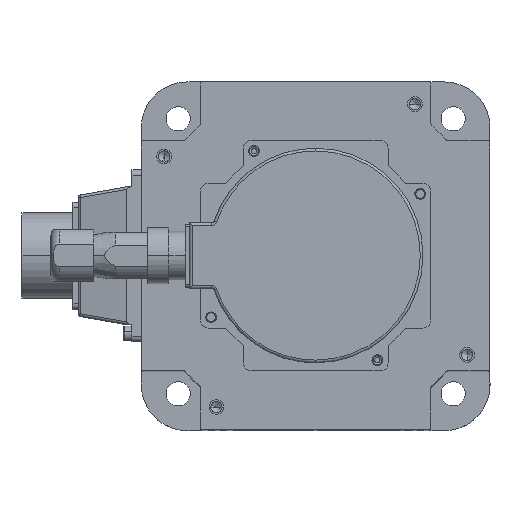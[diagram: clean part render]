
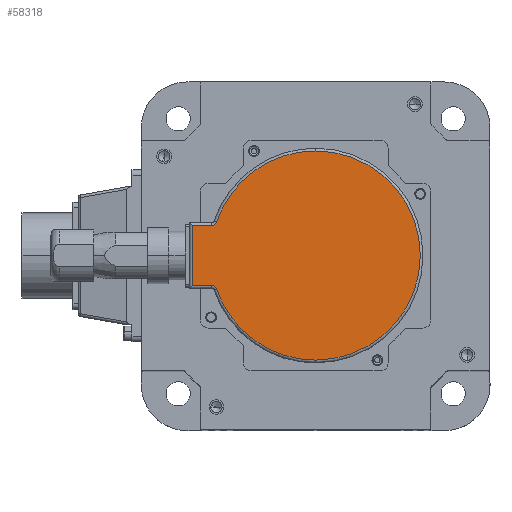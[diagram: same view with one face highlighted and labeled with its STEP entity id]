
A CAD part, top view. The second image highlights one B-rep face of the part: STEP entity #58318.
In plain terms, the highlighted face is planar.
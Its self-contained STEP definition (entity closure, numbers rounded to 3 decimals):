
#1208 = DIRECTION ( 'NONE',  ( 0., 0., 1. ) ) ;
#1236 = CARTESIAN_POINT ( 'NONE',  ( -20., 0., 0. ) ) ;
#1712 = VECTOR ( 'NONE', #58464, 1000. ) ;
#2378 = LINE ( 'NONE', #19984, #1712 ) ;
#2864 = VECTOR ( 'NONE', #48553, 1000. ) ;
#6306 = CARTESIAN_POINT ( 'NONE',  ( -20., 36.907, 12.604 ) ) ;
#6503 = AXIS2_PLACEMENT_3D ( 'NONE', #56100, #26401, #64833 ) ;
#10066 = CARTESIAN_POINT ( 'NONE',  ( -20., 46., -12.25 ) ) ;
#10779 = CARTESIAN_POINT ( 'NONE',  ( -20., 46., 11.25 ) ) ;
#11550 = ORIENTED_EDGE ( 'NONE', *, *, #59478, .T. ) ;
#11604 = CARTESIAN_POINT ( 'NONE',  ( -20., 0., -39. ) ) ;
#11977 = CARTESIAN_POINT ( 'NONE',  ( -20., 36.907, -12.604 ) ) ;
#13916 = CARTESIAN_POINT ( 'NONE',  ( -20., 38.8, -11.25 ) ) ;
#14352 = VERTEX_POINT ( 'NONE', #11604 ) ;
#15101 = EDGE_CURVE ( 'NONE', #57866, #55573, #43854, .T. ) ;
#15179 = EDGE_CURVE ( 'NONE', #54003, #44144, #43834, .T. ) ;
#15321 = EDGE_CURVE ( 'NONE', #44144, #57866, #36359, .T. ) ;
#16623 = ORIENTED_EDGE ( 'NONE', *, *, #28450, .T. ) ;
#17319 = CARTESIAN_POINT ( 'NONE',  ( -20., 38.8, 11.25 ) ) ;
#18676 = ORIENTED_EDGE ( 'NONE', *, *, #26218, .T. ) ;
#19984 = CARTESIAN_POINT ( 'NONE',  ( -20., 38.8, -11.25 ) ) ;
#22056 = PLANE ( 'NONE',  #30676 ) ;
#22183 = AXIS2_PLACEMENT_3D ( 'NONE', #1236, #39650, #36389 ) ;
#23033 = DIRECTION ( 'NONE',  ( 0., 1., 0. ) ) ;
#24133 = AXIS2_PLACEMENT_3D ( 'NONE', #53997, #24288, #62808 ) ;
#24275 = EDGE_LOOP ( 'NONE', ( #34625, #66508, #18676, #11550, #16623, #36619, #67039, #54081 ) ) ;
#24288 = DIRECTION ( 'NONE',  ( 1., 0., 0. ) ) ;
#24653 = CARTESIAN_POINT ( 'NONE',  ( -20., 38.8, -13.25 ) ) ;
#26218 = EDGE_CURVE ( 'NONE', #57505, #42861, #2378, .T. ) ;
#26401 = DIRECTION ( 'NONE',  ( -1., 0., 0. ) ) ;
#27406 = DIRECTION ( 'NONE',  ( 0., 0., 1. ) ) ;
#28450 = EDGE_CURVE ( 'NONE', #51856, #14352, #37775, .T. ) ;
#30676 = AXIS2_PLACEMENT_3D ( 'NONE', #60536, #30804, #1208 ) ;
#30804 = DIRECTION ( 'NONE',  ( -1., 0., 0. ) ) ;
#32231 = CIRCLE ( 'NONE', #22183, 39. ) ;
#33421 = DIRECTION ( 'NONE',  ( 0., 0., 1. ) ) ;
#34625 = ORIENTED_EDGE ( 'NONE', *, *, #15101, .T. ) ;
#36221 = CARTESIAN_POINT ( 'NONE',  ( -20., 0., 0. ) ) ;
#36359 = CIRCLE ( 'NONE', #24133, 2. ) ;
#36389 = DIRECTION ( 'NONE',  ( 0., 0., 1. ) ) ;
#36619 = ORIENTED_EDGE ( 'NONE', *, *, #63414, .T. ) ;
#37775 = CIRCLE ( 'NONE', #49977, 39. ) ;
#39650 = DIRECTION ( 'NONE',  ( -1., 0., 0. ) ) ;
#42861 = VERTEX_POINT ( 'NONE', #13916 ) ;
#43834 = CIRCLE ( 'NONE', #6503, 39. ) ;
#43854 = LINE ( 'NONE', #52719, #56205 ) ;
#44085 = AXIS2_PLACEMENT_3D ( 'NONE', #24653, #63169, #33421 ) ;
#44144 = VERTEX_POINT ( 'NONE', #6306 ) ;
#46665 = CIRCLE ( 'NONE', #44085, 2. ) ;
#47840 = CARTESIAN_POINT ( 'NONE',  ( -20., 0., 39. ) ) ;
#48553 = DIRECTION ( 'NONE',  ( 0., 0., -1. ) ) ;
#49497 = FACE_OUTER_BOUND ( 'NONE', #24275, .T. ) ;
#49977 = AXIS2_PLACEMENT_3D ( 'NONE', #36221, #65873, #27406 ) ;
#51856 = VERTEX_POINT ( 'NONE', #11977 ) ;
#52719 = CARTESIAN_POINT ( 'NONE',  ( -20., 47., 11.25 ) ) ;
#53997 = CARTESIAN_POINT ( 'NONE',  ( -20., 38.8, 13.25 ) ) ;
#54003 = VERTEX_POINT ( 'NONE', #47840 ) ;
#54081 = ORIENTED_EDGE ( 'NONE', *, *, #15321, .T. ) ;
#55573 = VERTEX_POINT ( 'NONE', #10779 ) ;
#56100 = CARTESIAN_POINT ( 'NONE',  ( -20., 0., 0. ) ) ;
#56205 = VECTOR ( 'NONE', #23033, 1000. ) ;
#57505 = VERTEX_POINT ( 'NONE', #61932 ) ;
#57866 = VERTEX_POINT ( 'NONE', #17319 ) ;
#58318 = ADVANCED_FACE ( 'NONE', ( #49497 ), #22056, .T. ) ;
#58464 = DIRECTION ( 'NONE',  ( 0., -1., 0. ) ) ;
#59478 = EDGE_CURVE ( 'NONE', #42861, #51856, #46665, .T. ) ;
#60536 = CARTESIAN_POINT ( 'NONE',  ( -20., 0., 0. ) ) ;
#60681 = LINE ( 'NONE', #10066, #2864 ) ;
#61932 = CARTESIAN_POINT ( 'NONE',  ( -20., 46., -11.25 ) ) ;
#62808 = DIRECTION ( 'NONE',  ( 0., 0., 1. ) ) ;
#63169 = DIRECTION ( 'NONE',  ( 1., 0., 0. ) ) ;
#63414 = EDGE_CURVE ( 'NONE', #14352, #54003, #32231, .T. ) ;
#63649 = EDGE_CURVE ( 'NONE', #55573, #57505, #60681, .T. ) ;
#64833 = DIRECTION ( 'NONE',  ( 0., 0., 1. ) ) ;
#65873 = DIRECTION ( 'NONE',  ( -1., 0., 0. ) ) ;
#66508 = ORIENTED_EDGE ( 'NONE', *, *, #63649, .T. ) ;
#67039 = ORIENTED_EDGE ( 'NONE', *, *, #15179, .T. ) ;
